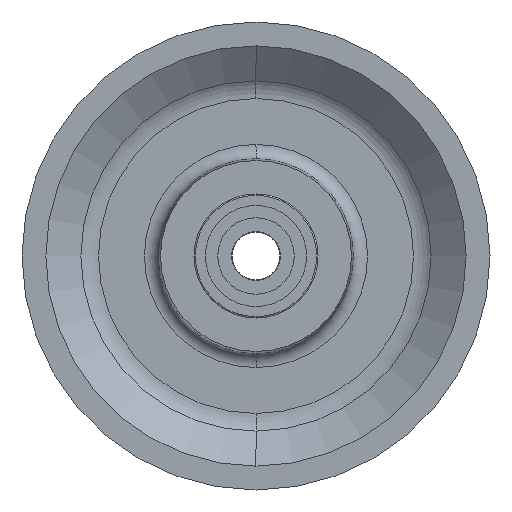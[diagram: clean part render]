
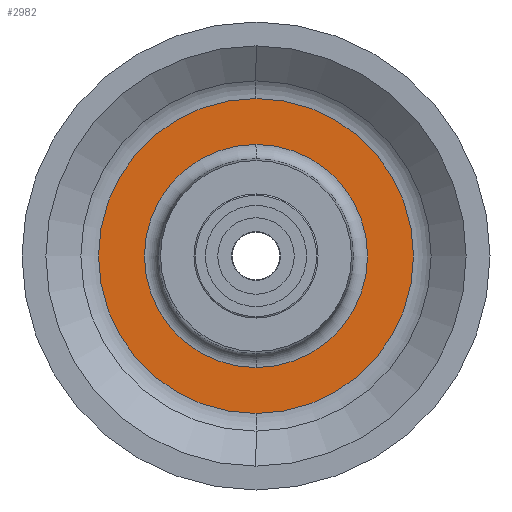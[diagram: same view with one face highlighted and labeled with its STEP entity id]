
A CAD part, left-side view. The second image highlights one B-rep face of the part: STEP entity #2982.
In plain terms, the highlighted planar face has unit normal (-1, 0, 0).
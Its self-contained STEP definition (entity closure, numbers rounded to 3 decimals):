
#170 = CARTESIAN_POINT ( 'NONE',  ( -3., 0., -32.974 ) ) ;
#196 = ORIENTED_EDGE ( 'NONE', *, *, #2322, .T. ) ;
#218 = DIRECTION ( 'NONE',  ( 1., 0., 0. ) ) ;
#379 = PLANE ( 'NONE',  #4708 ) ;
#904 = DIRECTION ( 'NONE',  ( 0., 0., -1. ) ) ;
#933 = ORIENTED_EDGE ( 'NONE', *, *, #4046, .F. ) ;
#1296 = VERTEX_POINT ( 'NONE', #170 ) ;
#1400 = EDGE_CURVE ( 'NONE', #6023, #2583, #5910, .T. ) ;
#1575 = VERTEX_POINT ( 'NONE', #5675 ) ;
#1674 = EDGE_LOOP ( 'NONE', ( #4026, #933 ) ) ;
#2237 = CARTESIAN_POINT ( 'NONE',  ( -3., 0., 0. ) ) ;
#2322 = EDGE_CURVE ( 'NONE', #2583, #6023, #4522, .T. ) ;
#2435 = EDGE_LOOP ( 'NONE', ( #196, #2715 ) ) ;
#2470 = AXIS2_PLACEMENT_3D ( 'NONE', #5546, #5965, #2650 ) ;
#2583 = VERTEX_POINT ( 'NONE', #4408 ) ;
#2650 = DIRECTION ( 'NONE',  ( 0., 0., -1. ) ) ;
#2715 = ORIENTED_EDGE ( 'NONE', *, *, #1400, .T. ) ;
#2797 = AXIS2_PLACEMENT_3D ( 'NONE', #5066, #5090, #4105 ) ;
#2877 = DIRECTION ( 'NONE',  ( -1., 0., 0. ) ) ;
#2982 = ADVANCED_FACE ( 'NONE', ( #4131, #6165 ), #379, .T. ) ;
#3252 = CARTESIAN_POINT ( 'NONE',  ( -3., 0., 23.361 ) ) ;
#3449 = AXIS2_PLACEMENT_3D ( 'NONE', #2237, #218, #3708 ) ;
#3506 = CIRCLE ( 'NONE', #2797, 32.974 ) ;
#3582 = AXIS2_PLACEMENT_3D ( 'NONE', #4306, #3827, #904 ) ;
#3708 = DIRECTION ( 'NONE',  ( 0., 0., -1. ) ) ;
#3827 = DIRECTION ( 'NONE',  ( 1., 0., 0. ) ) ;
#3860 = DIRECTION ( 'NONE',  ( 0., 0., 1. ) ) ;
#3902 = CIRCLE ( 'NONE', #3582, 32.974 ) ;
#4026 = ORIENTED_EDGE ( 'NONE', *, *, #5700, .F. ) ;
#4046 = EDGE_CURVE ( 'NONE', #1575, #1296, #3506, .T. ) ;
#4105 = DIRECTION ( 'NONE',  ( 0., 0., -1. ) ) ;
#4131 = FACE_BOUND ( 'NONE', #2435, .T. ) ;
#4306 = CARTESIAN_POINT ( 'NONE',  ( -3., 0., 0. ) ) ;
#4408 = CARTESIAN_POINT ( 'NONE',  ( -3., 0., -23.361 ) ) ;
#4522 = CIRCLE ( 'NONE', #2470, 23.361 ) ;
#4708 = AXIS2_PLACEMENT_3D ( 'NONE', #6263, #2877, #3860 ) ;
#5066 = CARTESIAN_POINT ( 'NONE',  ( -3., 0., 0. ) ) ;
#5090 = DIRECTION ( 'NONE',  ( 1., 0., 0. ) ) ;
#5546 = CARTESIAN_POINT ( 'NONE',  ( -3., 0., 0. ) ) ;
#5675 = CARTESIAN_POINT ( 'NONE',  ( -3., 0., 32.974 ) ) ;
#5700 = EDGE_CURVE ( 'NONE', #1296, #1575, #3902, .T. ) ;
#5910 = CIRCLE ( 'NONE', #3449, 23.361 ) ;
#5965 = DIRECTION ( 'NONE',  ( 1., 0., 0. ) ) ;
#6023 = VERTEX_POINT ( 'NONE', #3252 ) ;
#6165 = FACE_OUTER_BOUND ( 'NONE', #1674, .T. ) ;
#6263 = CARTESIAN_POINT ( 'NONE',  ( -3., 0., 32.974 ) ) ;
